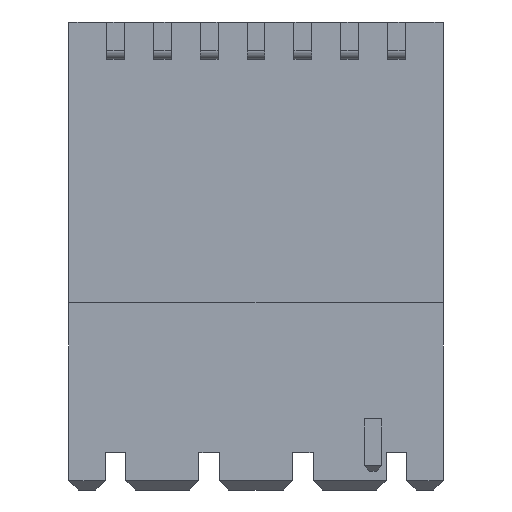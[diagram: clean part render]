
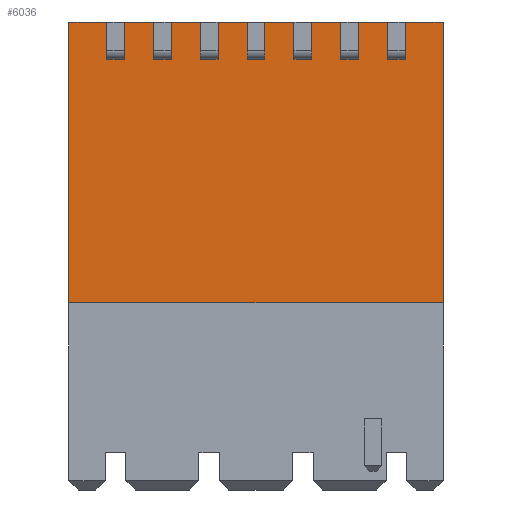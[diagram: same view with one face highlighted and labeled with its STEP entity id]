
A CAD part, front view. The second image highlights one B-rep face of the part: STEP entity #6036.
In plain terms, the highlighted planar face has unit normal (0, -1, 0).
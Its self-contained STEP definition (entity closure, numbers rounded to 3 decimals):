
#154=ORIENTED_EDGE('',*,*,#1917,.F.);
#155=ORIENTED_EDGE('',*,*,#1925,.F.);
#156=ORIENTED_EDGE('',*,*,#1928,.T.);
#157=ORIENTED_EDGE('',*,*,#1930,.F.);
#158=ORIENTED_EDGE('',*,*,#1931,.F.);
#159=ORIENTED_EDGE('',*,*,#1932,.F.);
#160=ORIENTED_EDGE('',*,*,#1933,.T.);
#161=ORIENTED_EDGE('',*,*,#1934,.F.);
#162=ORIENTED_EDGE('',*,*,#1935,.F.);
#163=ORIENTED_EDGE('',*,*,#1936,.F.);
#164=ORIENTED_EDGE('',*,*,#1937,.T.);
#165=ORIENTED_EDGE('',*,*,#1938,.F.);
#166=ORIENTED_EDGE('',*,*,#1939,.F.);
#167=ORIENTED_EDGE('',*,*,#1940,.F.);
#168=ORIENTED_EDGE('',*,*,#1941,.T.);
#169=ORIENTED_EDGE('',*,*,#1942,.F.);
#170=ORIENTED_EDGE('',*,*,#1943,.F.);
#171=ORIENTED_EDGE('',*,*,#1944,.F.);
#172=ORIENTED_EDGE('',*,*,#1945,.T.);
#173=ORIENTED_EDGE('',*,*,#1946,.F.);
#174=ORIENTED_EDGE('',*,*,#1947,.F.);
#175=ORIENTED_EDGE('',*,*,#1948,.T.);
#176=ORIENTED_EDGE('',*,*,#1949,.T.);
#177=ORIENTED_EDGE('',*,*,#1950,.F.);
#178=ORIENTED_EDGE('',*,*,#1951,.F.);
#179=ORIENTED_EDGE('',*,*,#1952,.F.);
#180=ORIENTED_EDGE('',*,*,#1953,.T.);
#181=ORIENTED_EDGE('',*,*,#1954,.F.);
#182=ORIENTED_EDGE('',*,*,#1955,.F.);
#183=ORIENTED_EDGE('',*,*,#1956,.F.);
#184=ORIENTED_EDGE('',*,*,#1957,.T.);
#185=ORIENTED_EDGE('',*,*,#1958,.F.);
#1917=EDGE_CURVE('',#2808,#2810,#3389,.T.);
#1925=EDGE_CURVE('',#2816,#2808,#3396,.T.);
#1928=EDGE_CURVE('',#2816,#2817,#3399,.T.);
#1930=EDGE_CURVE('',#2818,#2817,#3400,.T.);
#1931=EDGE_CURVE('',#2819,#2818,#3401,.T.);
#1932=EDGE_CURVE('',#2820,#2819,#3402,.T.);
#1933=EDGE_CURVE('',#2820,#2821,#3403,.T.);
#1934=EDGE_CURVE('',#2822,#2821,#3404,.T.);
#1935=EDGE_CURVE('',#2823,#2822,#3405,.T.);
#1936=EDGE_CURVE('',#2824,#2823,#3406,.T.);
#1937=EDGE_CURVE('',#2824,#2825,#3407,.T.);
#1938=EDGE_CURVE('',#2826,#2825,#3408,.T.);
#1939=EDGE_CURVE('',#2827,#2826,#3409,.T.);
#1940=EDGE_CURVE('',#2828,#2827,#3410,.T.);
#1941=EDGE_CURVE('',#2828,#2829,#3411,.T.);
#1942=EDGE_CURVE('',#2830,#2829,#3412,.T.);
#1943=EDGE_CURVE('',#2831,#2830,#3413,.T.);
#1944=EDGE_CURVE('',#2832,#2831,#3414,.T.);
#1945=EDGE_CURVE('',#2832,#2833,#3415,.T.);
#1946=EDGE_CURVE('',#2834,#2833,#3416,.T.);
#1947=EDGE_CURVE('',#2835,#2834,#3417,.T.);
#1948=EDGE_CURVE('',#2835,#2836,#3418,.T.);
#1949=EDGE_CURVE('',#2836,#2837,#3419,.T.);
#1950=EDGE_CURVE('',#2838,#2837,#3420,.T.);
#1951=EDGE_CURVE('',#2839,#2838,#3421,.T.);
#1952=EDGE_CURVE('',#2840,#2839,#3422,.T.);
#1953=EDGE_CURVE('',#2840,#2841,#3423,.T.);
#1954=EDGE_CURVE('',#2842,#2841,#3424,.T.);
#1955=EDGE_CURVE('',#2843,#2842,#3425,.T.);
#1956=EDGE_CURVE('',#2844,#2843,#3426,.T.);
#1957=EDGE_CURVE('',#2844,#2845,#3427,.T.);
#1958=EDGE_CURVE('',#2810,#2845,#3428,.T.);
#2808=VERTEX_POINT('',#8418);
#2810=VERTEX_POINT('',#8421);
#2816=VERTEX_POINT('',#8436);
#2817=VERTEX_POINT('',#8441);
#2818=VERTEX_POINT('',#8447);
#2819=VERTEX_POINT('',#8449);
#2820=VERTEX_POINT('',#8451);
#2821=VERTEX_POINT('',#8453);
#2822=VERTEX_POINT('',#8455);
#2823=VERTEX_POINT('',#8457);
#2824=VERTEX_POINT('',#8459);
#2825=VERTEX_POINT('',#8461);
#2826=VERTEX_POINT('',#8463);
#2827=VERTEX_POINT('',#8465);
#2828=VERTEX_POINT('',#8467);
#2829=VERTEX_POINT('',#8469);
#2830=VERTEX_POINT('',#8471);
#2831=VERTEX_POINT('',#8473);
#2832=VERTEX_POINT('',#8475);
#2833=VERTEX_POINT('',#8477);
#2834=VERTEX_POINT('',#8479);
#2835=VERTEX_POINT('',#8481);
#2836=VERTEX_POINT('',#8483);
#2837=VERTEX_POINT('',#8485);
#2838=VERTEX_POINT('',#8487);
#2839=VERTEX_POINT('',#8489);
#2840=VERTEX_POINT('',#8491);
#2841=VERTEX_POINT('',#8493);
#2842=VERTEX_POINT('',#8495);
#2843=VERTEX_POINT('',#8497);
#2844=VERTEX_POINT('',#8499);
#2845=VERTEX_POINT('',#8501);
#3389=LINE('',#8420,#4253);
#3396=LINE('',#8437,#4260);
#3399=LINE('',#8442,#4263);
#3400=LINE('',#8446,#4264);
#3401=LINE('',#8448,#4265);
#3402=LINE('',#8450,#4266);
#3403=LINE('',#8452,#4267);
#3404=LINE('',#8454,#4268);
#3405=LINE('',#8456,#4269);
#3406=LINE('',#8458,#4270);
#3407=LINE('',#8460,#4271);
#3408=LINE('',#8462,#4272);
#3409=LINE('',#8464,#4273);
#3410=LINE('',#8466,#4274);
#3411=LINE('',#8468,#4275);
#3412=LINE('',#8470,#4276);
#3413=LINE('',#8472,#4277);
#3414=LINE('',#8474,#4278);
#3415=LINE('',#8476,#4279);
#3416=LINE('',#8478,#4280);
#3417=LINE('',#8480,#4281);
#3418=LINE('',#8482,#4282);
#3419=LINE('',#8484,#4283);
#3420=LINE('',#8486,#4284);
#3421=LINE('',#8488,#4285);
#3422=LINE('',#8490,#4286);
#3423=LINE('',#8492,#4287);
#3424=LINE('',#8494,#4288);
#3425=LINE('',#8496,#4289);
#3426=LINE('',#8498,#4290);
#3427=LINE('',#8500,#4291);
#3428=LINE('',#8502,#4292);
#4253=VECTOR('',#6790,1000.);
#4260=VECTOR('',#6803,1000.);
#4263=VECTOR('',#6808,1000.);
#4264=VECTOR('',#6815,1000.);
#4265=VECTOR('',#6816,1000.);
#4266=VECTOR('',#6817,1000.);
#4267=VECTOR('',#6818,1000.);
#4268=VECTOR('',#6819,1000.);
#4269=VECTOR('',#6820,1000.);
#4270=VECTOR('',#6821,1000.);
#4271=VECTOR('',#6822,1000.);
#4272=VECTOR('',#6823,1000.);
#4273=VECTOR('',#6824,1000.);
#4274=VECTOR('',#6825,1000.);
#4275=VECTOR('',#6826,1000.);
#4276=VECTOR('',#6827,1000.);
#4277=VECTOR('',#6828,1000.);
#4278=VECTOR('',#6829,1000.);
#4279=VECTOR('',#6830,1000.);
#4280=VECTOR('',#6831,1000.);
#4281=VECTOR('',#6832,1000.);
#4282=VECTOR('',#6833,1000.);
#4283=VECTOR('',#6834,1000.);
#4284=VECTOR('',#6835,1000.);
#4285=VECTOR('',#6836,1000.);
#4286=VECTOR('',#6837,1000.);
#4287=VECTOR('',#6838,1000.);
#4288=VECTOR('',#6839,1000.);
#4289=VECTOR('',#6840,1000.);
#4290=VECTOR('',#6841,1000.);
#4291=VECTOR('',#6842,1000.);
#4292=VECTOR('',#6843,1000.);
#5060=EDGE_LOOP('',(#154,#155,#156,#157,#158,#159,#160,#161,#162,#163,#164,
#165,#166,#167,#168,#169,#170,#171,#172,#173,#174,#175,#176,#177,#178,#179,
#180,#181,#182,#183,#184,#185));
#5396=FACE_BOUND('',#5060,.T.);
#5728=PLANE('',#6374);
#6036=ADVANCED_FACE('',(#5396),#5728,.F.);
#6374=AXIS2_PLACEMENT_3D('',#8445,#6813,#6814);
#6790=DIRECTION('',(0.,0.,1.));
#6803=DIRECTION('',(1.,0.,0.));
#6808=DIRECTION('',(0.,0.,1.));
#6813=DIRECTION('',(0.,1.,0.));
#6814=DIRECTION('',(0.,0.,1.));
#6815=DIRECTION('',(1.,0.,0.));
#6816=DIRECTION('',(0.,0.,1.));
#6817=DIRECTION('',(1.,0.,0.));
#6818=DIRECTION('',(0.,0.,1.));
#6819=DIRECTION('',(1.,0.,0.));
#6820=DIRECTION('',(0.,0.,1.));
#6821=DIRECTION('',(1.,0.,0.));
#6822=DIRECTION('',(0.,0.,1.));
#6823=DIRECTION('',(1.,0.,0.));
#6824=DIRECTION('',(0.,0.,1.));
#6825=DIRECTION('',(1.,0.,0.));
#6826=DIRECTION('',(0.,0.,1.));
#6827=DIRECTION('',(1.,0.,0.));
#6828=DIRECTION('',(0.,0.,1.));
#6829=DIRECTION('',(1.,0.,0.));
#6830=DIRECTION('',(0.,0.,1.));
#6831=DIRECTION('',(1.,0.,0.));
#6832=DIRECTION('',(0.,0.,1.));
#6833=DIRECTION('',(1.,0.,0.));
#6834=DIRECTION('',(0.,0.,1.));
#6835=DIRECTION('',(1.,0.,0.));
#6836=DIRECTION('',(0.,0.,1.));
#6837=DIRECTION('',(1.,0.,0.));
#6838=DIRECTION('',(0.,0.,1.));
#6839=DIRECTION('',(1.,0.,0.));
#6840=DIRECTION('',(0.,0.,1.));
#6841=DIRECTION('',(1.,0.,0.));
#6842=DIRECTION('',(0.,0.,1.));
#6843=DIRECTION('',(1.,0.,0.));
#8418=CARTESIAN_POINT('',(2.975,-4.625,10.5));
#8420=CARTESIAN_POINT('',(2.975,-4.625,10.5));
#8421=CARTESIAN_POINT('',(2.975,-4.625,12.5));
#8436=CARTESIAN_POINT('',(2.025,-4.625,10.5));
#8437=CARTESIAN_POINT('',(-10.,-4.625,10.5));
#8441=CARTESIAN_POINT('',(2.025,-4.625,12.5));
#8442=CARTESIAN_POINT('',(2.025,-4.625,10.5));
#8445=CARTESIAN_POINT('',(-10.,-4.625,12.5));
#8446=CARTESIAN_POINT('',(-10.,-4.625,12.5));
#8447=CARTESIAN_POINT('',(0.475,-4.625,12.5));
#8448=CARTESIAN_POINT('',(0.475,-4.625,10.5));
#8449=CARTESIAN_POINT('',(0.475,-4.625,10.5));
#8450=CARTESIAN_POINT('',(-10.,-4.625,10.5));
#8451=CARTESIAN_POINT('',(-0.475,-4.625,10.5));
#8452=CARTESIAN_POINT('',(-0.475,-4.625,10.5));
#8453=CARTESIAN_POINT('',(-0.475,-4.625,12.5));
#8454=CARTESIAN_POINT('',(-10.,-4.625,12.5));
#8455=CARTESIAN_POINT('',(-2.025,-4.625,12.5));
#8456=CARTESIAN_POINT('',(-2.025,-4.625,10.5));
#8457=CARTESIAN_POINT('',(-2.025,-4.625,10.5));
#8458=CARTESIAN_POINT('',(-10.,-4.625,10.5));
#8459=CARTESIAN_POINT('',(-2.975,-4.625,10.5));
#8460=CARTESIAN_POINT('',(-2.975,-4.625,10.5));
#8461=CARTESIAN_POINT('',(-2.975,-4.625,12.5));
#8462=CARTESIAN_POINT('',(-10.,-4.625,12.5));
#8463=CARTESIAN_POINT('',(-4.525,-4.625,12.5));
#8464=CARTESIAN_POINT('',(-4.525,-4.625,10.5));
#8465=CARTESIAN_POINT('',(-4.525,-4.625,10.5));
#8466=CARTESIAN_POINT('',(-10.,-4.625,10.5));
#8467=CARTESIAN_POINT('',(-5.475,-4.625,10.5));
#8468=CARTESIAN_POINT('',(-5.475,-4.625,10.5));
#8469=CARTESIAN_POINT('',(-5.475,-4.625,12.5));
#8470=CARTESIAN_POINT('',(-10.,-4.625,12.5));
#8471=CARTESIAN_POINT('',(-7.025,-4.625,12.5));
#8472=CARTESIAN_POINT('',(-7.025,-4.625,10.5));
#8473=CARTESIAN_POINT('',(-7.025,-4.625,10.5));
#8474=CARTESIAN_POINT('',(-10.,-4.625,10.5));
#8475=CARTESIAN_POINT('',(-7.975,-4.625,10.5));
#8476=CARTESIAN_POINT('',(-7.975,-4.625,10.5));
#8477=CARTESIAN_POINT('',(-7.975,-4.625,12.5));
#8478=CARTESIAN_POINT('',(-10.,-4.625,12.5));
#8479=CARTESIAN_POINT('',(-10.,-4.625,12.5));
#8480=CARTESIAN_POINT('',(-10.,-4.625,12.5));
#8481=CARTESIAN_POINT('',(-10.,-4.625,-2.5));
#8482=CARTESIAN_POINT('',(-10.,-4.625,-2.5));
#8483=CARTESIAN_POINT('',(10.,-4.625,-2.5));
#8484=CARTESIAN_POINT('',(10.,-4.625,12.5));
#8485=CARTESIAN_POINT('',(10.,-4.625,12.5));
#8486=CARTESIAN_POINT('',(-10.,-4.625,12.5));
#8487=CARTESIAN_POINT('',(7.975,-4.625,12.5));
#8488=CARTESIAN_POINT('',(7.975,-4.625,10.5));
#8489=CARTESIAN_POINT('',(7.975,-4.625,10.5));
#8490=CARTESIAN_POINT('',(-10.,-4.625,10.5));
#8491=CARTESIAN_POINT('',(7.025,-4.625,10.5));
#8492=CARTESIAN_POINT('',(7.025,-4.625,10.5));
#8493=CARTESIAN_POINT('',(7.025,-4.625,12.5));
#8494=CARTESIAN_POINT('',(-10.,-4.625,12.5));
#8495=CARTESIAN_POINT('',(5.475,-4.625,12.5));
#8496=CARTESIAN_POINT('',(5.475,-4.625,10.5));
#8497=CARTESIAN_POINT('',(5.475,-4.625,10.5));
#8498=CARTESIAN_POINT('',(-10.,-4.625,10.5));
#8499=CARTESIAN_POINT('',(4.525,-4.625,10.5));
#8500=CARTESIAN_POINT('',(4.525,-4.625,10.5));
#8501=CARTESIAN_POINT('',(4.525,-4.625,12.5));
#8502=CARTESIAN_POINT('',(-10.,-4.625,12.5));
